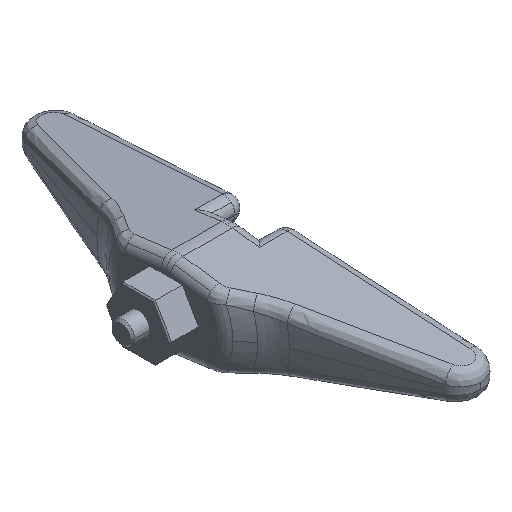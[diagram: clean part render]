
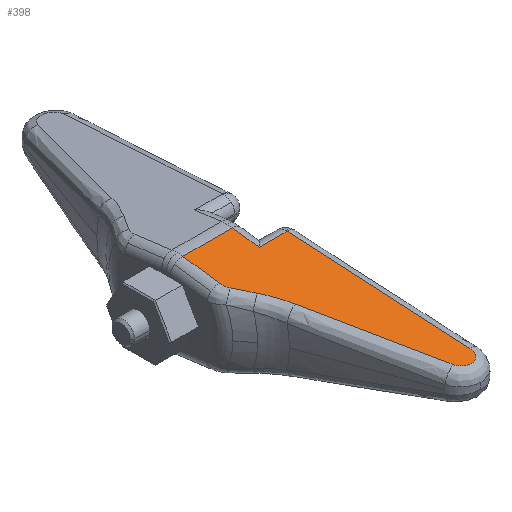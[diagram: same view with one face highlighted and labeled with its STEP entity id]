
A CAD part, isometric view. The second image highlights one B-rep face of the part: STEP entity #398.
In plain terms, the highlighted planar face has unit normal (0, -0.131, 0.991).
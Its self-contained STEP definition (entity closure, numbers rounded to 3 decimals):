
#398=ADVANCED_FACE('',(#806),#807,.T.);
#806=FACE_OUTER_BOUND('',#1818,.T.);
#807=PLANE('',#1819);
#1818=EDGE_LOOP('',(#2879,#2880,#2881,#2882,#2883,#2884,#2885,#2886,#2887,#2888));
#1819=AXIS2_PLACEMENT_3D('',#2889,#2890,#2891);
#2879=ORIENTED_EDGE('',*,*,#3468,.F.);
#2880=ORIENTED_EDGE('',*,*,#3436,.F.);
#2881=ORIENTED_EDGE('',*,*,#3311,.F.);
#2882=ORIENTED_EDGE('',*,*,#3526,.F.);
#2883=ORIENTED_EDGE('',*,*,#3360,.F.);
#2884=ORIENTED_EDGE('',*,*,#3485,.F.);
#2885=ORIENTED_EDGE('',*,*,#3346,.F.);
#2886=ORIENTED_EDGE('',*,*,#3232,.F.);
#2887=ORIENTED_EDGE('',*,*,#3139,.F.);
#2888=ORIENTED_EDGE('',*,*,#3487,.F.);
#2889=CARTESIAN_POINT('',(0.0,-40.0,2.299));
#2890=DIRECTION('',(0.0,-0.131,0.991));
#2891=DIRECTION('',(-1.0,0.0,0.0));
#3139=EDGE_CURVE('',#3659,#3661,#3662,.T.);
#3232=EDGE_CURVE('',#3661,#3779,#3818,.T.);
#3311=EDGE_CURVE('',#3941,#3943,#3944,.T.);
#3346=EDGE_CURVE('',#3779,#3992,#3993,.T.);
#3360=EDGE_CURVE('',#4010,#4012,#4013,.T.);
#3436=EDGE_CURVE('',#3943,#4113,#4114,.T.);
#3468=EDGE_CURVE('',#4113,#4149,#4153,.T.);
#3485=EDGE_CURVE('',#3992,#4010,#4173,.T.);
#3487=EDGE_CURVE('',#4149,#3659,#4175,.T.);
#3526=EDGE_CURVE('',#4012,#3941,#4220,.T.);
#3659=VERTEX_POINT('',#4454);
#3661=VERTEX_POINT('',#4456);
#3662=LINE('',#4457,#4458);
#3779=VERTEX_POINT('',#4624);
#3818=LINE('',#4689,#4690);
#3941=VERTEX_POINT('',#4864);
#3943=VERTEX_POINT('',#4866);
#3944=B_SPLINE_CURVE_WITH_KNOTS('',3,(#4867,#4868,#4869,#4870),.UNSPECIFIED.,.F.,.F.,(4,4),(-0.346,0.),.UNSPECIFIED.);
#3992=VERTEX_POINT('',#4950);
#3993=B_SPLINE_CURVE_WITH_KNOTS('',3,(#4951,#4952,#4953,#4954,#4955,#4956),.UNSPECIFIED.,.F.,.F.,(4,1,1,4),(-3.067,-2.191,-1.314,0.),.UNSPECIFIED.);
#4010=VERTEX_POINT('',#4977);
#4012=VERTEX_POINT('',#4979);
#4013=B_SPLINE_CURVE_WITH_KNOTS('',3,(#4980,#4981,#4982,#4983),.UNSPECIFIED.,.F.,.F.,(4,4),(-2.21,0.0),.UNSPECIFIED.);
#4113=VERTEX_POINT('',#5132);
#4114=B_SPLINE_CURVE_WITH_KNOTS('',3,(#5133,#5134,#5135,#5136),.UNSPECIFIED.,.F.,.F.,(4,4),(0.,0.162),.UNSPECIFIED.);
#4149=VERTEX_POINT('',#5203);
#4153=LINE('',#5207,#5208);
#4173=B_SPLINE_CURVE_WITH_KNOTS('',3,(#5248,#5249,#5250,#5251,#5252,#5253,#5254,#5255),.UNSPECIFIED.,.F.,.F.,(4,1,1,1,1,4),(0.,0.164,0.328,0.409,0.491,0.573),.UNSPECIFIED.);
#4175=LINE('',#5257,#5258);
#4220=B_SPLINE_CURVE_WITH_KNOTS('',3,(#5317,#5318,#5319,#5320),.UNSPECIFIED.,.F.,.F.,(4,4),(0.,0.507),.UNSPECIFIED.);
#4454=CARTESIAN_POINT('',(10.823,-0.979,7.436));
#4456=CARTESIAN_POINT('',(10.823,-5.761,6.806));
#4457=CARTESIAN_POINT('',(10.823,-0.979,7.436));
#4458=VECTOR('',#5470,4.823);
#4624=CARTESIAN_POINT('',(15.77,-5.761,6.806));
#4689=CARTESIAN_POINT('',(10.823,-5.761,6.806));
#4690=VECTOR('',#5606,4.947);
#4864=CARTESIAN_POINT('',(4.361,-11.849,6.005));
#4866=CARTESIAN_POINT('',(2.424,-9.007,6.379));
#4867=CARTESIAN_POINT('',(4.361,-11.849,6.005));
#4868=CARTESIAN_POINT('',(3.701,-10.912,6.128));
#4869=CARTESIAN_POINT('',(3.051,-9.967,6.253));
#4870=CARTESIAN_POINT('',(2.424,-9.007,6.379));
#4950=CARTESIAN_POINT('',(17.994,-36.096,2.813));
#4951=CARTESIAN_POINT('',(15.77,-5.761,6.806));
#4952=CARTESIAN_POINT('',(15.92,-8.655,6.425));
#4953=CARTESIAN_POINT('',(16.336,-14.44,5.664));
#4954=CARTESIAN_POINT('',(17.096,-24.545,4.333));
#4955=CARTESIAN_POINT('',(17.657,-31.765,3.383));
#4956=CARTESIAN_POINT('',(17.994,-36.096,2.813));
#4977=CARTESIAN_POINT('',(14.123,-36.944,2.701));
#4979=CARTESIAN_POINT('',(6.674,-16.319,5.416));
#4980=CARTESIAN_POINT('',(14.123,-36.944,2.701));
#4981=CARTESIAN_POINT('',(11.607,-30.08,3.605));
#4982=CARTESIAN_POINT('',(9.084,-23.219,4.508));
#4983=CARTESIAN_POINT('',(6.674,-16.319,5.416));
#5132=CARTESIAN_POINT('',(2.,-7.478,6.58));
#5133=CARTESIAN_POINT('',(2.424,-9.007,6.379));
#5134=CARTESIAN_POINT('',(2.132,-8.558,6.438));
#5135=CARTESIAN_POINT('',(2.,-8.012,6.51));
#5136=CARTESIAN_POINT('',(2.,-7.478,6.58));
#5203=CARTESIAN_POINT('',(2.,-0.979,7.436));
#5207=CARTESIAN_POINT('',(2.,-7.478,6.58));
#5208=VECTOR('',#5947,6.555);
#5248=CARTESIAN_POINT('',(17.994,-36.096,2.813));
#5249=CARTESIAN_POINT('',(18.036,-36.636,2.742));
#5250=CARTESIAN_POINT('',(17.658,-37.757,2.594));
#5251=CARTESIAN_POINT('',(16.301,-38.374,2.513));
#5252=CARTESIAN_POINT('',(15.198,-38.151,2.542));
#5253=CARTESIAN_POINT('',(14.51,-37.675,2.605));
#5254=CARTESIAN_POINT('',(14.216,-37.198,2.667));
#5255=CARTESIAN_POINT('',(14.123,-36.944,2.701));
#5257=CARTESIAN_POINT('',(2.,-0.979,7.436));
#5258=VECTOR('',#5960,8.823);
#5317=CARTESIAN_POINT('',(6.674,-16.319,5.416));
#5318=CARTESIAN_POINT('',(6.121,-14.736,5.625));
#5319=CARTESIAN_POINT('',(5.329,-13.221,5.824));
#5320=CARTESIAN_POINT('',(4.361,-11.849,6.005));
#5470=DIRECTION('',(0.0,-0.991,-0.131));
#5606=DIRECTION('',(1.0,0.0,0.0));
#5947=DIRECTION('',(0.0,0.991,0.131));
#5960=DIRECTION('',(1.0,0.0,0.0));
